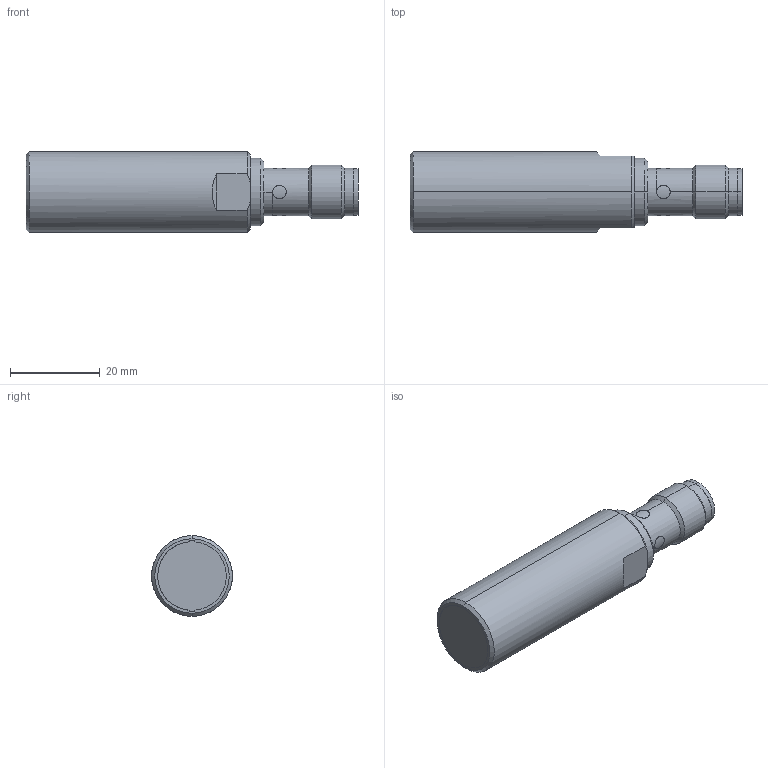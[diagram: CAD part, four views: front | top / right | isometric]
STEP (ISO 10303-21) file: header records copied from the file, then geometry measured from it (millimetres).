
FILE_DESCRIPTION((''),'2;1');
FILE_NAME('LONG_FLUSH_PLUG_ASM','2018-05-23T',('Eric.Zhang'),(''),'PRO/ENGINEER BY PARAMETRIC TECHNOLOGY CORPORATION, 2007450','PRO/ENGINEER BY PARAMETRIC TECHNOLOGY CORPORATION, 2007450','');
FILE_SCHEMA(('AUTOMOTIVE_DESIGN_CC2 { 1 2 10303 214 -1 1 5 2 }'));
Length unit declared in the file: millimetre
Products named in the file (7): 84-025; 93-012; 44-044; 58-212; LONG_FLUSH_PLUG_PCB; COMPOUND_FLP; LONG_FLUSH_PLUG_ASM
Assembly tree (6 placements, depth 2):
  LONG_FLUSH_PLUG_ASM
    84-025
    93-012
    44-044
    58-212
    LONG_FLUSH_PLUG_PCB
    COMPOUND_FLP
Bounding box: 74 x 18 x 18 mm (x, y, z)
Volume: 14629.4 mm3; surface area: 16058.7 mm2
Topology: 8 solids, 8 shells, 352 faces, 854 edges, 537 vertices
Faces by surface type: cylinder 148, plane 114, cone 64, torus 18, sphere 8
Entity records: 12590 total; most frequent: CARTESIAN_POINT 2316, DIRECTION 1915, ORIENTED_EDGE 1692, EDGE_CURVE 846, AXIS2_PLACEMENT_3D 765, VERTEX_POINT 537, PRESENTATION_STYLE_ASSIGNMENT 535, STYLED_ITEM 535
